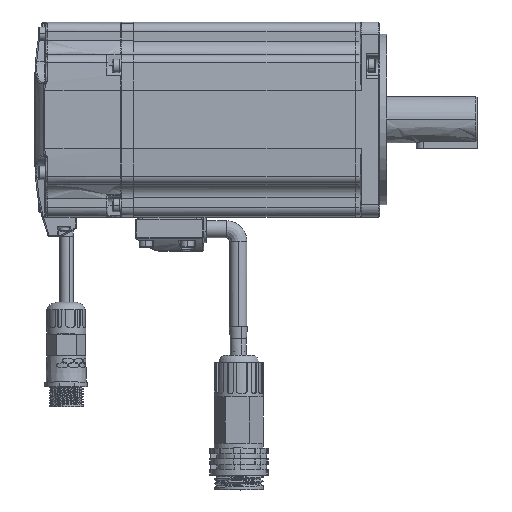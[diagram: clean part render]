
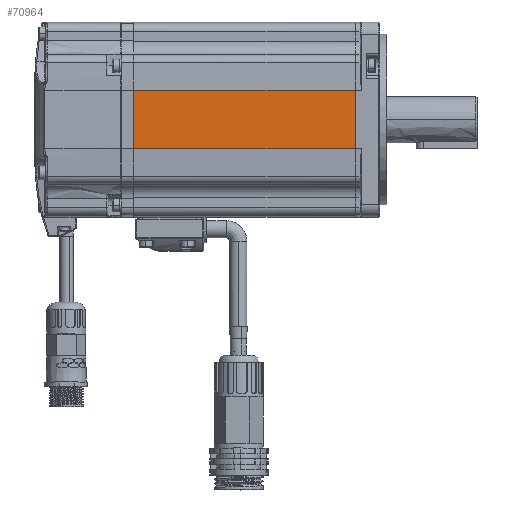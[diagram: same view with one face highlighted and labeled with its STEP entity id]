
A CAD part, top view. The second image highlights one B-rep face of the part: STEP entity #70964.
In plain terms, the highlighted free-form (B-spline) face has degree [1, 1] with [2, 2] control points.
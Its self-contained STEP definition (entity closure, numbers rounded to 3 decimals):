
#990 = ORIENTED_EDGE ( 'NONE', *, *, #53973, .F. ) ;
#6897 = CARTESIAN_POINT ( 'NONE',  ( -40., 12., 1. ) ) ;
#7558 = CARTESIAN_POINT ( 'NONE',  ( -40., 12., 92. ) ) ;
#8729 = FACE_OUTER_BOUND ( 'NONE', #91571, .T. ) ;
#9837 = B_SPLINE_SURFACE_WITH_KNOTS ( 'NONE', 1, 1, ( 
 ( #98301, #60707 ),
 ( #6897, #29525 ) ),
 .UNSPECIFIED., .F., .F., .F.,
 ( 2, 2 ),
 ( 2, 2 ),
 ( 0., 1. ),
 ( 0., 1. ),
 .UNSPECIFIED. ) ;
#20771 = CARTESIAN_POINT ( 'NONE',  ( -40., 12., 1. ) ) ;
#22340 = CARTESIAN_POINT ( 'NONE',  ( -40., -12., 92. ) ) ;
#24113 = VERTEX_POINT ( 'NONE', #60754 ) ;
#29525 = CARTESIAN_POINT ( 'NONE',  ( -40., 12., 92. ) ) ;
#29883 = VERTEX_POINT ( 'NONE', #22340 ) ;
#33076 = CARTESIAN_POINT ( 'NONE',  ( -40., 12., 92. ) ) ;
#41729 = ORIENTED_EDGE ( 'NONE', *, *, #94532, .F. ) ;
#42896 = CARTESIAN_POINT ( 'NONE',  ( -40., -12., 92. ) ) ;
#44779 = EDGE_CURVE ( 'NONE', #93243, #59806, #70694, .T. ) ;
#53973 = EDGE_CURVE ( 'NONE', #93243, #29883, #56233, .T. ) ;
#56233 = B_SPLINE_CURVE_WITH_KNOTS ( 'NONE', 1,
 ( #82073, #42896 ),
 .UNSPECIFIED., .F., .F.,
 ( 2, 2 ),
 ( 0., 1. ),
 .UNSPECIFIED. ) ;
#57067 = CARTESIAN_POINT ( 'NONE',  ( -40., -12., 1. ) ) ;
#59806 = VERTEX_POINT ( 'NONE', #20771 ) ;
#60707 = CARTESIAN_POINT ( 'NONE',  ( -40., -12., 92. ) ) ;
#60754 = CARTESIAN_POINT ( 'NONE',  ( -40., -12., 1. ) ) ;
#68242 = EDGE_CURVE ( 'NONE', #29883, #24113, #76043, .T. ) ;
#70694 = B_SPLINE_CURVE_WITH_KNOTS ( 'NONE', 1,
 ( #7558, #89662 ),
 .UNSPECIFIED., .F., .F.,
 ( 2, 2 ),
 ( 0., 1. ),
 .UNSPECIFIED. ) ;
#70762 = ORIENTED_EDGE ( 'NONE', *, *, #68242, .F. ) ;
#70875 = B_SPLINE_CURVE_WITH_KNOTS ( 'NONE', 1,
 ( #57067, #72047 ),
 .UNSPECIFIED., .F., .F.,
 ( 2, 2 ),
 ( 0., 1. ),
 .UNSPECIFIED. ) ;
#70964 = ADVANCED_FACE ( 'NONE', ( #8729 ), #9837, .F. ) ;
#72047 = CARTESIAN_POINT ( 'NONE',  ( -40., 12., 1. ) ) ;
#76043 = B_SPLINE_CURVE_WITH_KNOTS ( 'NONE', 1,
 ( #81188, #87859 ),
 .UNSPECIFIED., .F., .F.,
 ( 2, 2 ),
 ( -1., 0. ),
 .UNSPECIFIED. ) ;
#81188 = CARTESIAN_POINT ( 'NONE',  ( -40., -12., 92. ) ) ;
#82073 = CARTESIAN_POINT ( 'NONE',  ( -40., 12., 92. ) ) ;
#87859 = CARTESIAN_POINT ( 'NONE',  ( -40., -12., 1. ) ) ;
#89662 = CARTESIAN_POINT ( 'NONE',  ( -40., 12., 1. ) ) ;
#91571 = EDGE_LOOP ( 'NONE', ( #990, #94913, #41729, #70762 ) ) ;
#93243 = VERTEX_POINT ( 'NONE', #33076 ) ;
#94532 = EDGE_CURVE ( 'NONE', #24113, #59806, #70875, .T. ) ;
#94913 = ORIENTED_EDGE ( 'NONE', *, *, #44779, .T. ) ;
#98301 = CARTESIAN_POINT ( 'NONE',  ( -40., -12., 1. ) ) ;
